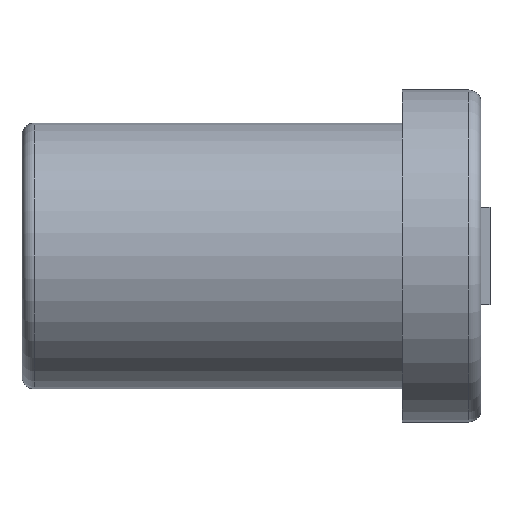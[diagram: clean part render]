
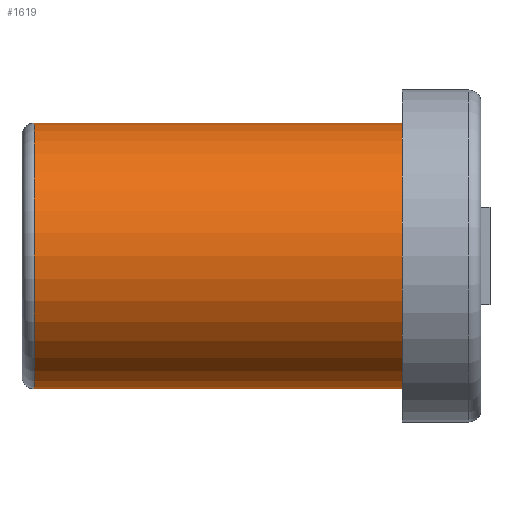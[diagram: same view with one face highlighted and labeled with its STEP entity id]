
A CAD part, left-side view. The second image highlights one B-rep face of the part: STEP entity #1619.
In plain terms, the highlighted cylindrical face has radius 2.2 mm (diameter 4.4 mm), a partial arc.
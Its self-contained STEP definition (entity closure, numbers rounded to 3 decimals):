
#105 = CIRCLE ( 'NONE', #2911, 2.2 ) ;
#229 = EDGE_CURVE ( 'NONE', #3053, #986, #2281, .T. ) ;
#350 = ORIENTED_EDGE ( 'NONE', *, *, #2704, .T. ) ;
#415 = CARTESIAN_POINT ( 'NONE',  ( -2.975, 6.3, 2.2 ) ) ;
#535 = ORIENTED_EDGE ( 'NONE', *, *, #1590, .T. ) ;
#553 = CARTESIAN_POINT ( 'NONE',  ( -2.975, 6.3, -2.2 ) ) ;
#986 = VERTEX_POINT ( 'NONE', #1716 ) ;
#1019 = LINE ( 'NONE', #553, #1744 ) ;
#1589 = AXIS2_PLACEMENT_3D ( 'NONE', #1733, #2195, #1719 ) ;
#1590 = EDGE_CURVE ( 'NONE', #3053, #2576, #1750, .T. ) ;
#1609 = VECTOR ( 'NONE', #2607, 1000. ) ;
#1619 = ADVANCED_FACE ( 'NONE', ( #1971 ), #2698, .T. ) ;
#1716 = CARTESIAN_POINT ( 'NONE',  ( -2.975, 0., 2.2 ) ) ;
#1719 = DIRECTION ( 'NONE',  ( 0., 0., -1. ) ) ;
#1733 = CARTESIAN_POINT ( 'NONE',  ( -2.975, 6.3, 0. ) ) ;
#1744 = VECTOR ( 'NONE', #2268, 1000. ) ;
#1750 = CIRCLE ( 'NONE', #2604, 2.2 ) ;
#1767 = CARTESIAN_POINT ( 'NONE',  ( -2.975, 6.1, -2.2 ) ) ;
#1776 = ORIENTED_EDGE ( 'NONE', *, *, #229, .F. ) ;
#1965 = EDGE_CURVE ( 'NONE', #2576, #2356, #1019, .T. ) ;
#1971 = FACE_OUTER_BOUND ( 'NONE', #2084, .T. ) ;
#2043 = CARTESIAN_POINT ( 'NONE',  ( -2.975, 0., 0. ) ) ;
#2084 = EDGE_LOOP ( 'NONE', ( #1776, #535, #2772, #350 ) ) ;
#2195 = DIRECTION ( 'NONE',  ( 0., -1., 0. ) ) ;
#2268 = DIRECTION ( 'NONE',  ( 0., -1., 0. ) ) ;
#2278 = DIRECTION ( 'NONE',  ( 0., 1., 0. ) ) ;
#2281 = LINE ( 'NONE', #415, #1609 ) ;
#2356 = VERTEX_POINT ( 'NONE', #2692 ) ;
#2576 = VERTEX_POINT ( 'NONE', #1767 ) ;
#2604 = AXIS2_PLACEMENT_3D ( 'NONE', #2913, #3154, #3161 ) ;
#2607 = DIRECTION ( 'NONE',  ( 0., -1., 0. ) ) ;
#2692 = CARTESIAN_POINT ( 'NONE',  ( -2.975, 0., -2.2 ) ) ;
#2698 = CYLINDRICAL_SURFACE ( 'NONE', #1589, 2.2 ) ;
#2704 = EDGE_CURVE ( 'NONE', #2356, #986, #105, .T. ) ;
#2770 = DIRECTION ( 'NONE',  ( 0., 0., 1. ) ) ;
#2772 = ORIENTED_EDGE ( 'NONE', *, *, #1965, .T. ) ;
#2911 = AXIS2_PLACEMENT_3D ( 'NONE', #2043, #2278, #2770 ) ;
#2913 = CARTESIAN_POINT ( 'NONE',  ( -2.975, 6.1, 0. ) ) ;
#3053 = VERTEX_POINT ( 'NONE', #3089 ) ;
#3089 = CARTESIAN_POINT ( 'NONE',  ( -2.975, 6.1, 2.2 ) ) ;
#3154 = DIRECTION ( 'NONE',  ( 0., -1., 0. ) ) ;
#3161 = DIRECTION ( 'NONE',  ( 0., 0., 1. ) ) ;
